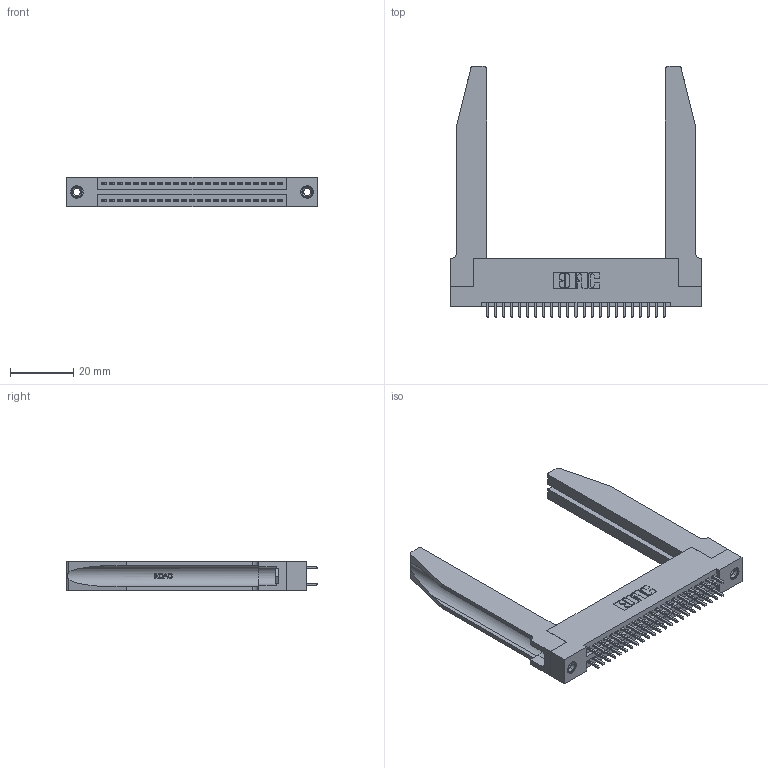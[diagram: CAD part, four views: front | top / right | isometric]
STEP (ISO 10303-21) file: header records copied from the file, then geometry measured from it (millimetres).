
FILE_DESCRIPTION (( 'STEP AP203' ), '1' );
FILE_NAME ('395-046-521-278.STEP', '2019-10-19T03:30:59', ( '' ), ( '' ), 'SwSTEP 2.0', 'SolidWorks 2016', '' );
FILE_SCHEMA (( 'CONFIG_CONTROL_DESIGN' ));
Length unit declared in the file: inch
Products named in the file (5): 345-250-001_345-250-001-102; 345-220-078_345-220-078; 395-046-521-278; 345 Part_Flush Mounting Lugs - 0.156 Dia-TH; 345-292-001_345-293-121
Assembly tree (51 placements, depth 2):
  395-046-521-278
    345 Part_Flush Mounting Lugs - 0.156 Dia-TH
    345-292-001_345-293-121  x46
    345-250-001_345-250-001-102  x2
    345-220-078_345-220-078  x2
Bounding box: 79.65 x 79.68 x 9.4 mm (x, y, z)
Volume: 15313 mm3; surface area: 17497.4 mm2
Topology: 51 solids, 51 shells, 2660 faces, 7803 edges, 5130 vertices
Faces by surface type: plane 1740, cylinder 868, bspline 36, cone 12, torus 4
Entity records: 25362 total; most frequent: CARTESIAN_POINT 5187, ORIENTED_EDGE 4018, DIRECTION 3591, EDGE_CURVE 2009, VECTOR 1691, LINE 1691, VERTEX_POINT 1332, AXIS2_PLACEMENT_3D 950
